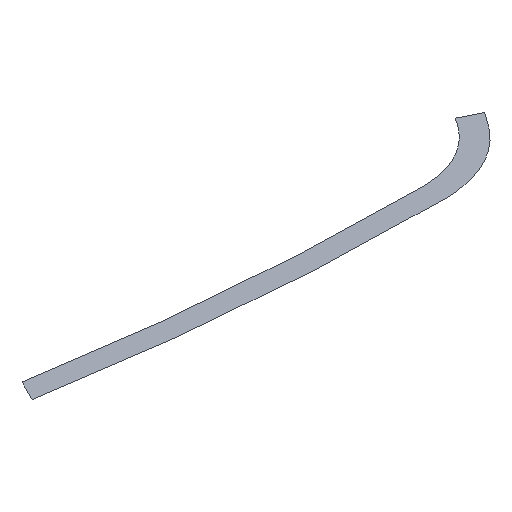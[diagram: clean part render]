
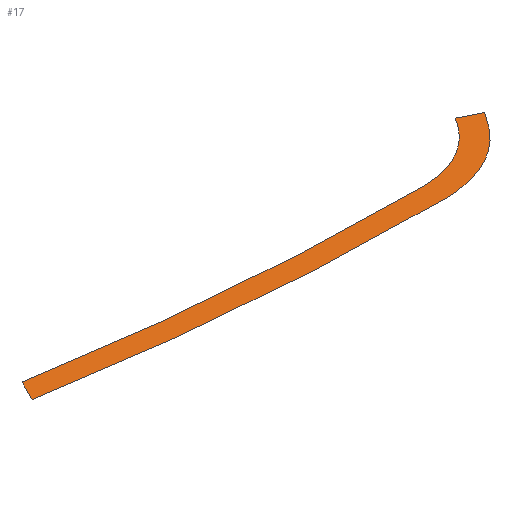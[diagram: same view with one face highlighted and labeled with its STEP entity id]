
A CAD part, isometric view. The second image highlights one B-rep face of the part: STEP entity #17.
In plain terms, the highlighted planar face has unit normal (0, 0, 1).
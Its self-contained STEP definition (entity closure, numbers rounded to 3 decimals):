
#17 = ADVANCED_FACE('',(#18),#32,.T.);
#18 = FACE_BOUND('',#19,.F.);
#19 = EDGE_LOOP('',(#20,#43,#65,#87,#103,#125));
#20 = ORIENTED_EDGE('',*,*,#21,.T.);
#21 = EDGE_CURVE('',#22,#24,#26,.T.);
#22 = VERTEX_POINT('',#23);
#23 = CARTESIAN_POINT('',(-26.062,-0.475,
    0.));
#24 = VERTEX_POINT('',#25);
#25 = CARTESIAN_POINT('',(-25.126,1.388,
    0.));
#26 = SURFACE_CURVE('',#27,(#31),.PCURVE_S1.);
#27 = LINE('',#28,#29);
#28 = CARTESIAN_POINT('',(-26.062,-0.475,
    0.));
#29 = VECTOR('',#30,1.);
#30 = DIRECTION('',(0.449,0.894,0.));
#31 = PCURVE('',#32,#37);
#32 = PLANE('',#33);
#33 = AXIS2_PLACEMENT_3D('',#34,#35,#36);
#34 = CARTESIAN_POINT('',(-26.389,-0.479,
    0.));
#35 = DIRECTION('',(0.,0.,1.));
#36 = DIRECTION('',(0.894,-0.449,0.)
  );
#37 = DEFINITIONAL_REPRESENTATION('',(#38),#42);
#38 = LINE('',#39,#40);
#39 = CARTESIAN_POINT('',(0.291,0.15));
#40 = VECTOR('',#41,1.);
#41 = DIRECTION('',(0.,1.));
#42 = ( GEOMETRIC_REPRESENTATION_CONTEXT(2) 
PARAMETRIC_REPRESENTATION_CONTEXT() REPRESENTATION_CONTEXT('2D SPACE',''
  ) );
#43 = ORIENTED_EDGE('',*,*,#44,.T.);
#44 = EDGE_CURVE('',#24,#45,#47,.T.);
#45 = VERTEX_POINT('',#46);
#46 = CARTESIAN_POINT('',(8.906,-1.48,
    0.));
#47 = SURFACE_CURVE('',#48,(#55),.PCURVE_S1.);
#48 = B_SPLINE_CURVE_WITH_KNOTS('',3,(#49,#50,#51,#52,#53,#54),
  .UNSPECIFIED.,.F.,.F.,(4,1,1,4),(0.,0.333,0.667,1.),
  .UNSPECIFIED.);
#49 = CARTESIAN_POINT('',(-25.126,1.388,
    0.));
#50 = CARTESIAN_POINT('',(-21.378,0.741,
    0.));
#51 = CARTESIAN_POINT('',(-13.859,-0.335,
    0.));
#52 = CARTESIAN_POINT('',(-2.491,-1.293,
    0.));
#53 = CARTESIAN_POINT('',(5.102,-1.491,
    0.));
#54 = CARTESIAN_POINT('',(8.906,-1.48,
    0.));
#55 = PCURVE('',#32,#56);
#56 = DEFINITIONAL_REPRESENTATION('',(#57),#64);
#57 = B_SPLINE_CURVE_WITH_KNOTS('',3,(#58,#59,#60,#61,#62,#63),
  .UNSPECIFIED.,.F.,.F.,(4,1,1,4),(0.,0.333,0.667,1.),
  .UNSPECIFIED.);
#58 = CARTESIAN_POINT('',(0.291,2.235));
#59 = CARTESIAN_POINT('',(3.931,3.338));
#60 = CARTESIAN_POINT('',(11.133,5.75));
#61 = CARTESIAN_POINT('',(21.723,9.994));
#62 = CARTESIAN_POINT('',(28.597,13.224));
#63 = CARTESIAN_POINT('',(31.992,14.941));
#64 = ( GEOMETRIC_REPRESENTATION_CONTEXT(2) 
PARAMETRIC_REPRESENTATION_CONTEXT() REPRESENTATION_CONTEXT('2D SPACE',''
  ) );
#65 = ORIENTED_EDGE('',*,*,#66,.T.);
#66 = EDGE_CURVE('',#45,#67,#69,.T.);
#67 = VERTEX_POINT('',#68);
#68 = CARTESIAN_POINT('',(15.781,2.476,
    0.));
#69 = SURFACE_CURVE('',#70,(#77),.PCURVE_S1.);
#70 = B_SPLINE_CURVE_WITH_KNOTS('',3,(#71,#72,#73,#74,#75,#76),
  .UNSPECIFIED.,.F.,.F.,(4,1,1,4),(0.,0.333,0.667,1.),
  .UNSPECIFIED.);
#71 = CARTESIAN_POINT('',(8.906,-1.48,
    0.));
#72 = CARTESIAN_POINT('',(9.908,-1.46,
    0.));
#73 = CARTESIAN_POINT('',(11.754,-1.141,
    0.));
#74 = CARTESIAN_POINT('',(14.08,0.202,
    0.));
#75 = CARTESIAN_POINT('',(15.271,1.627,
    0.));
#76 = CARTESIAN_POINT('',(15.781,2.476,
    0.));
#77 = PCURVE('',#32,#78);
#78 = DEFINITIONAL_REPRESENTATION('',(#79),#86);
#79 = B_SPLINE_CURVE_WITH_KNOTS('',3,(#80,#81,#82,#83,#84,#85),
  .UNSPECIFIED.,.F.,.F.,(4,1,1,4),(0.,0.333,0.667,1.),
  .UNSPECIFIED.);
#80 = CARTESIAN_POINT('',(31.992,14.941));
#81 = CARTESIAN_POINT('',(32.879,15.408));
#82 = CARTESIAN_POINT('',(34.385,16.521));
#83 = CARTESIAN_POINT('',(35.861,18.765));
#84 = CARTESIAN_POINT('',(36.286,20.573));
#85 = CARTESIAN_POINT('',(36.362,21.56));
#86 = ( GEOMETRIC_REPRESENTATION_CONTEXT(2) 
PARAMETRIC_REPRESENTATION_CONTEXT() REPRESENTATION_CONTEXT('2D SPACE',''
  ) );
#87 = ORIENTED_EDGE('',*,*,#88,.T.);
#88 = EDGE_CURVE('',#67,#89,#91,.T.);
#89 = VERTEX_POINT('',#90);
#90 = CARTESIAN_POINT('',(17.586,1.57,
    0.));
#91 = SURFACE_CURVE('',#92,(#96),.PCURVE_S1.);
#92 = LINE('',#93,#94);
#93 = CARTESIAN_POINT('',(15.781,2.476,
    0.));
#94 = VECTOR('',#95,1.);
#95 = DIRECTION('',(0.894,-0.449,0.)
  );
#96 = PCURVE('',#32,#97);
#97 = DEFINITIONAL_REPRESENTATION('',(#98),#102);
#98 = LINE('',#99,#100);
#99 = CARTESIAN_POINT('',(36.362,21.56));
#100 = VECTOR('',#101,1.);
#101 = DIRECTION('',(1.,0.));
#102 = ( GEOMETRIC_REPRESENTATION_CONTEXT(2) 
PARAMETRIC_REPRESENTATION_CONTEXT() REPRESENTATION_CONTEXT('2D SPACE',''
  ) );
#103 = ORIENTED_EDGE('',*,*,#104,.T.);
#104 = EDGE_CURVE('',#89,#105,#107,.T.);
#105 = VERTEX_POINT('',#106);
#106 = CARTESIAN_POINT('',(8.914,-3.479,
    0.));
#107 = SURFACE_CURVE('',#108,(#115),.PCURVE_S1.);
#108 = B_SPLINE_CURVE_WITH_KNOTS('',3,(#109,#110,#111,#112,#113,#114),
  .UNSPECIFIED.,.F.,.F.,(4,1,1,4),(0.,0.333,0.667,1.),
  .UNSPECIFIED.);
#109 = CARTESIAN_POINT('',(17.586,1.57,
    0.));
#110 = CARTESIAN_POINT('',(16.909,0.461,
    0.));
#111 = CARTESIAN_POINT('',(15.363,-1.391,
    0.));
#112 = CARTESIAN_POINT('',(12.512,-3.056,
    0.));
#113 = CARTESIAN_POINT('',(10.181,-3.458,
    0.));
#114 = CARTESIAN_POINT('',(8.914,-3.479,
    0.));
#115 = PCURVE('',#32,#116);
#116 = DEFINITIONAL_REPRESENTATION('',(#117),#124);
#117 = B_SPLINE_CURVE_WITH_KNOTS('',3,(#118,#119,#120,#121,#122,#123),
  .UNSPECIFIED.,.F.,.F.,(4,1,1,4),(0.,0.333,0.667,1.),
  .UNSPECIFIED.);
#118 = CARTESIAN_POINT('',(38.381,21.56));
#119 = CARTESIAN_POINT('',(38.273,20.265));
#120 = CARTESIAN_POINT('',(37.723,17.917));
#121 = CARTESIAN_POINT('',(35.922,15.15));
#122 = CARTESIAN_POINT('',(34.019,13.745));
#123 = CARTESIAN_POINT('',(32.896,13.157));
#124 = ( GEOMETRIC_REPRESENTATION_CONTEXT(2) 
PARAMETRIC_REPRESENTATION_CONTEXT() REPRESENTATION_CONTEXT('2D SPACE',''
  ) );
#125 = ORIENTED_EDGE('',*,*,#126,.T.);
#126 = EDGE_CURVE('',#105,#22,#127,.T.);
#127 = SURFACE_CURVE('',#128,(#135),.PCURVE_S1.);
#128 = B_SPLINE_CURVE_WITH_KNOTS('',3,(#129,#130,#131,#132,#133,#134),
  .UNSPECIFIED.,.F.,.F.,(4,1,1,4),(0.,0.333,0.667,1.),
  .UNSPECIFIED.);
#129 = CARTESIAN_POINT('',(8.914,-3.479,
    0.));
#130 = CARTESIAN_POINT('',(5.004,-3.489,
    0.));
#131 = CARTESIAN_POINT('',(-2.801,-3.279,
    0.));
#132 = CARTESIAN_POINT('',(-14.485,-2.276,
    0.));
#133 = CARTESIAN_POINT('',(-22.211,-1.152,
    0.));
#134 = CARTESIAN_POINT('',(-26.062,-0.475,
    0.));
#135 = PCURVE('',#32,#136);
#136 = DEFINITIONAL_REPRESENTATION('',(#137),#144);
#137 = B_SPLINE_CURVE_WITH_KNOTS('',3,(#138,#139,#140,#141,#142,#143),
  .UNSPECIFIED.,.F.,.F.,(4,1,1,4),(0.,0.333,0.667,1.),
  .UNSPECIFIED.);
#138 = CARTESIAN_POINT('',(32.896,13.157));
#139 = CARTESIAN_POINT('',(29.406,11.394));
#140 = CARTESIAN_POINT('',(22.336,8.08));
#141 = CARTESIAN_POINT('',(11.445,3.735));
#142 = CARTESIAN_POINT('',(4.036,1.273));
#143 = CARTESIAN_POINT('',(0.291,0.15));
#144 = ( GEOMETRIC_REPRESENTATION_CONTEXT(2) 
PARAMETRIC_REPRESENTATION_CONTEXT() REPRESENTATION_CONTEXT('2D SPACE',''
  ) );
